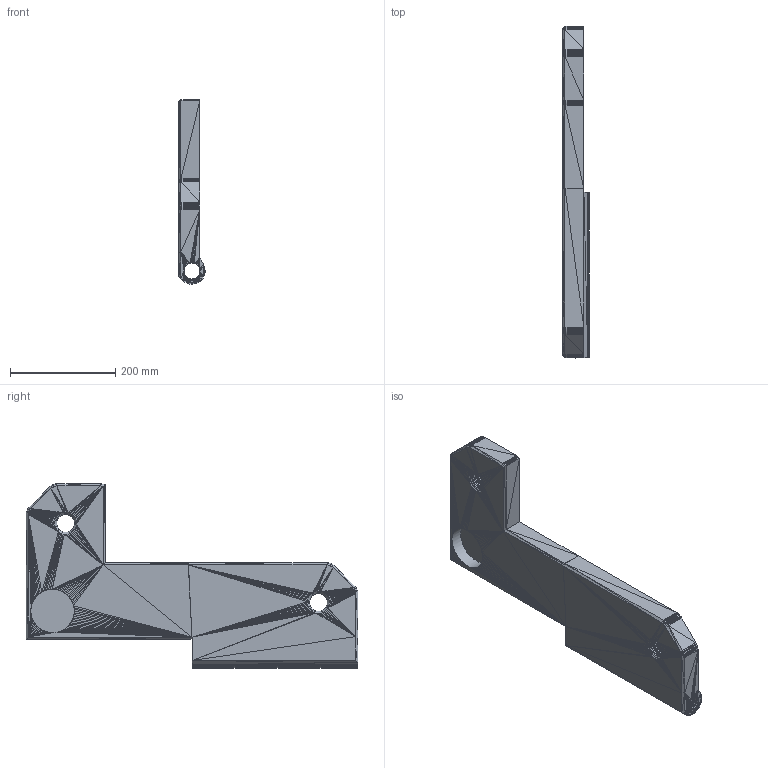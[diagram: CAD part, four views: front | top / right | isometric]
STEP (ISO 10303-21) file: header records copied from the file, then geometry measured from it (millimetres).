
FILE_DESCRIPTION(/* description */ (''),/* implementation_level */ '2;1');
FILE_NAME(/* name */ 'Upper hinge v2.step',/* time_stamp */ '2023-03-24T11:51:45-08:00',/* author */ (''),/* organization */ (''),/* preprocessor_version */ 'ST-DEVELOPER v19.2',/* originating_system */ 'Autodesk Translation Framework v11.17.0.187',/* authorisation */ '');
FILE_SCHEMA (('AUTOMOTIVE_DESIGN { 1 0 10303 214 3 1 1 }'));
Length unit declared in the file: millimetre
Products named in the file (1): Upper hinge
Bounding box: 49.98 x 630 x 349.97 mm (x, y, z)
Volume: 4757002.9 mm3; surface area: 366087.6 mm2
Topology: 1 solids, 1 shells, 2319 faces, 3529 edges, 1207 vertices
Faces by surface type: plane 2317, cylinder 2
Full cylindrical faces by diameter (mm): 82.5 x1
Entity records: 45801 total; most frequent: DIRECTION 8258, ORIENTED_EDGE 7058, CARTESIAN_POINT 7056, EDGE_CURVE 3529, LINE 3440, VECTOR 3440, AXIS2_PLACEMENT_3D 2409, EDGE_LOOP 2320
